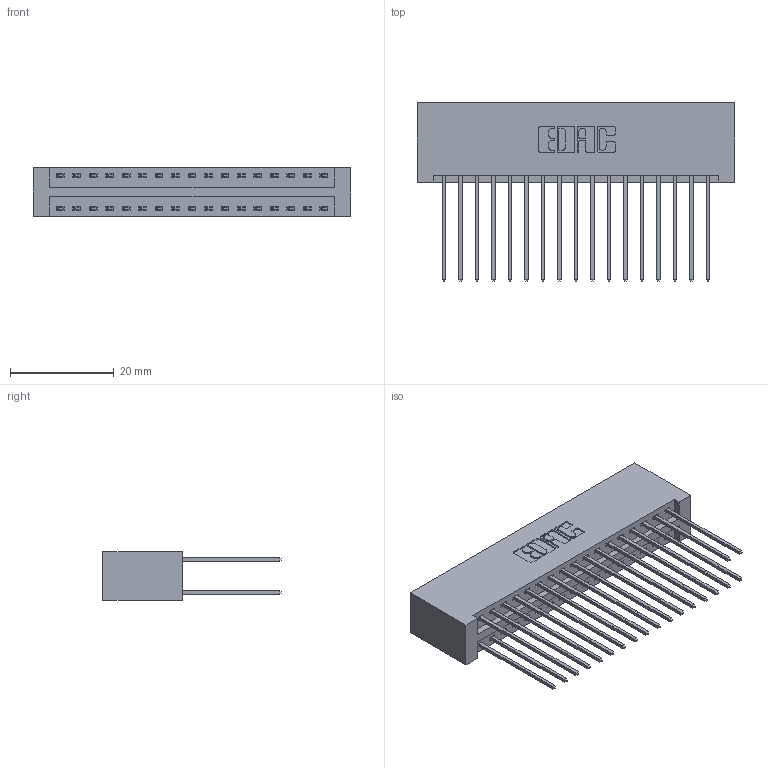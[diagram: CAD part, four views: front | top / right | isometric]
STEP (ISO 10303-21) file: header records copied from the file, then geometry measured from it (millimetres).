
FILE_DESCRIPTION (( 'STEP AP203' ), '1' );
FILE_NAME ('346-034-541-201.STEP', '2018-08-23T22:41:17', ( '' ), ( '' ), 'SwSTEP 2.0', 'SolidWorks 2016', '' );
FILE_SCHEMA (( 'CONFIG_CONTROL_DESIGN' ));
Length unit declared in the file: inch
Products named in the file (3): 346 Part_No Mounting Lugs; 345-292-001_345-293-141; 346-034-541-201
Assembly tree (35 placements, depth 2):
  346-034-541-201
    346 Part_No Mounting Lugs
    345-292-001_345-293-141  x34
Bounding box: 61.21 x 34.29 x 9.4 mm (x, y, z)
Volume: 6543.3 mm3; surface area: 9699.9 mm2
Topology: 35 solids, 35 shells, 1882 faces, 5575 edges, 3670 vertices
Faces by surface type: plane 1262, cylinder 620
Entity records: 14201 total; most frequent: CARTESIAN_POINT 2372, ORIENTED_EDGE 2306, DIRECTION 2137, EDGE_CURVE 1153, VECTOR 961, LINE 961, VERTEX_POINT 766, AXIS2_PLACEMENT_3D 588
